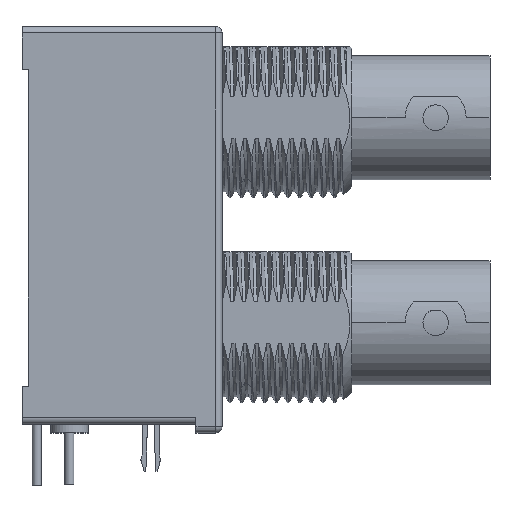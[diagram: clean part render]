
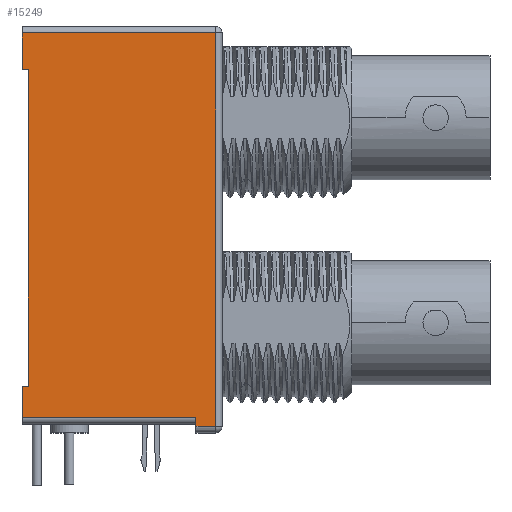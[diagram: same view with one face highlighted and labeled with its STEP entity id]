
A CAD part, top view. The second image highlights one B-rep face of the part: STEP entity #15249.
In plain terms, the highlighted planar face has unit normal (0, 0, 1).
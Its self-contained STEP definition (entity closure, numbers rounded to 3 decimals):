
#13=DIRECTION('',(0.,-1.,0.));
#14=VECTOR('',#13,24.714);
#15=CARTESIAN_POINT('',(0.,12.154,7.2));
#16=LINE('',#15,#14);
#69=DIRECTION('',(-1.,0.,0.));
#70=VECTOR('',#69,0.505);
#71=CARTESIAN_POINT('',(0.,-12.56,7.2));
#72=LINE('',#71,#70);
#73=DIRECTION('',(-1.,0.,0.));
#74=VECTOR('',#73,1.524);
#75=CARTESIAN_POINT('',(14.59,-15.682,7.2));
#76=LINE('',#75,#74);
#77=DIRECTION('',(-1.,0.,0.));
#78=VECTOR('',#77,13.571);
#79=CARTESIAN_POINT('',(13.066,-14.999,7.2));
#80=LINE('',#79,#78);
#81=DIRECTION('',(-1.,0.,0.));
#82=VECTOR('',#81,0.505);
#83=CARTESIAN_POINT('',(0.,12.154,7.2));
#84=LINE('',#83,#82);
#85=DIRECTION('',(1.,0.,0.));
#86=VECTOR('',#85,15.095);
#87=CARTESIAN_POINT('',(-0.505,14.999,7.2));
#88=LINE('',#87,#86);
#89=DIRECTION('',(0.,-1.,0.));
#90=VECTOR('',#89,30.681);
#91=CARTESIAN_POINT('',(14.59,14.999,7.2));
#92=LINE('',#91,#90);
#103=DIRECTION('',(0.,-1.,0.));
#104=VECTOR('',#103,0.683);
#105=CARTESIAN_POINT('',(13.066,-14.999,7.2));
#106=LINE('',#105,#104);
#433=DIRECTION('',(0.,1.,0.));
#434=VECTOR('',#433,2.845);
#435=CARTESIAN_POINT('',(-0.505,12.154,7.2));
#436=LINE('',#435,#434);
#1168=DIRECTION('',(0.,1.,0.));
#1169=VECTOR('',#1168,2.438);
#1170=CARTESIAN_POINT('',(-0.505,-14.999,7.2));
#1171=LINE('',#1170,#1169);
#13501=CARTESIAN_POINT('',(14.59,14.999,7.2));
#13502=VERTEX_POINT('',#13501);
#13529=CARTESIAN_POINT('',(-0.505,14.999,7.2));
#13531=VERTEX_POINT('',#13529);
#13541=CARTESIAN_POINT('',(-0.505,12.154,7.2));
#13542=VERTEX_POINT('',#13541);
#13561=CARTESIAN_POINT('',(0.,12.154,7.2));
#13563=VERTEX_POINT('',#13561);
#13573=CARTESIAN_POINT('',(-0.505,-12.56,7.2));
#13575=VERTEX_POINT('',#13573);
#13591=CARTESIAN_POINT('',(0.,-12.56,7.2));
#13593=VERTEX_POINT('',#13591);
#13655=CARTESIAN_POINT('',(13.066,-14.999,7.2));
#13656=CARTESIAN_POINT('',(-0.505,-14.999,7.2));
#13657=VERTEX_POINT('',#13655);
#13658=VERTEX_POINT('',#13656);
#13662=CARTESIAN_POINT('',(13.066,-15.682,7.2));
#13664=VERTEX_POINT('',#13662);
#13665=CARTESIAN_POINT('',(14.59,-15.682,7.2));
#13666=VERTEX_POINT('',#13665);
#15224=CARTESIAN_POINT('',(0.,15.507,7.2));
#15225=DIRECTION('',(0.,0.,1.));
#15226=DIRECTION('',(0.,-1.,0.));
#15227=AXIS2_PLACEMENT_3D('',#15224,#15225,#15226);
#15228=PLANE('',#15227);
#15230=ORIENTED_EDGE('',*,*,#15229,.T.);
#15232=ORIENTED_EDGE('',*,*,#15231,.F.);
#15234=ORIENTED_EDGE('',*,*,#15233,.T.);
#15236=ORIENTED_EDGE('',*,*,#15235,.T.);
#15237=ORIENTED_EDGE('',*,*,#15216,.F.);
#15238=ORIENTED_EDGE('',*,*,#15142,.F.);
#15240=ORIENTED_EDGE('',*,*,#15239,.T.);
#15242=ORIENTED_EDGE('',*,*,#15241,.T.);
#15244=ORIENTED_EDGE('',*,*,#15243,.T.);
#15246=ORIENTED_EDGE('',*,*,#15245,.T.);
#15247=EDGE_LOOP('',(#15230,#15232,#15234,#15236,#15237,#15238,#15240,#15242,
#15244,#15246));
#15248=FACE_OUTER_BOUND('',#15247,.F.);
#15249=ADVANCED_FACE('',(#15248),#15228,.T.);
#15142=EDGE_CURVE('',#13563,#13593,#16,.T.);
#15216=EDGE_CURVE('',#13593,#13575,#72,.T.);
#15229=EDGE_CURVE('',#13666,#13664,#76,.T.);
#15231=EDGE_CURVE('',#13657,#13664,#106,.T.);
#15233=EDGE_CURVE('',#13657,#13658,#80,.T.);
#15235=EDGE_CURVE('',#13658,#13575,#1171,.T.);
#15239=EDGE_CURVE('',#13563,#13542,#84,.T.);
#15241=EDGE_CURVE('',#13542,#13531,#436,.T.);
#15243=EDGE_CURVE('',#13531,#13502,#88,.T.);
#15245=EDGE_CURVE('',#13502,#13666,#92,.T.);
